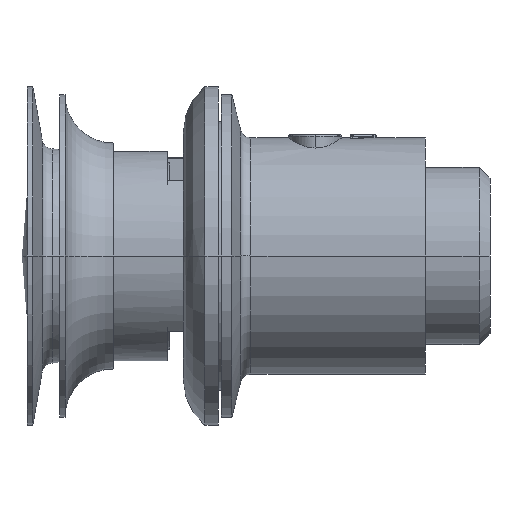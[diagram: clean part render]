
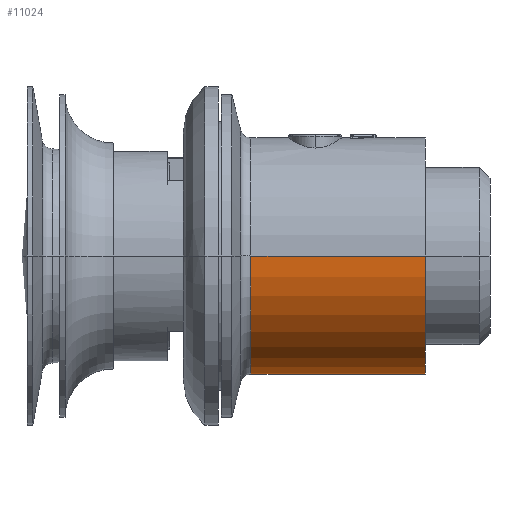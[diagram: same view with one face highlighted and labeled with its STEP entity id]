
A CAD part, left-side view. The second image highlights one B-rep face of the part: STEP entity #11024.
In plain terms, the highlighted cylindrical face has radius 22 mm (diameter 44 mm), a partial arc.
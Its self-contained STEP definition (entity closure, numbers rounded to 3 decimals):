
#283=CARTESIAN_POINT('',(22.,12.5,0.));
#284=CARTESIAN_POINT('',(22.,12.5,-0.236));
#285=CARTESIAN_POINT('',(21.992,12.516,-0.71));
#286=CARTESIAN_POINT('',(21.958,12.589,-1.425));
#287=CARTESIAN_POINT('',(21.9,12.711,-2.141));
#288=CARTESIAN_POINT('',(21.818,12.885,-2.856));
#289=CARTESIAN_POINT('',(21.713,13.112,-3.566));
#290=CARTESIAN_POINT('',(21.586,13.391,-4.269));
#291=CARTESIAN_POINT('',(21.437,13.725,-4.961));
#292=CARTESIAN_POINT('',(21.268,14.116,-5.641));
#293=CARTESIAN_POINT('',(21.082,14.562,-6.302));
#294=CARTESIAN_POINT('',(20.88,15.064,-6.94));
#295=CARTESIAN_POINT('',(20.668,15.62,-7.547));
#296=CARTESIAN_POINT('',(20.45,16.225,-8.118));
#297=CARTESIAN_POINT('',(20.232,16.874,-8.647));
#298=CARTESIAN_POINT('',(20.02,17.561,-9.126));
#299=CARTESIAN_POINT('',(19.819,18.278,-9.553));
#300=CARTESIAN_POINT('',(19.636,19.017,-9.924));
#301=CARTESIAN_POINT('',(19.473,19.771,-10.239));
#302=CARTESIAN_POINT('',(19.334,20.534,-10.498));
#303=CARTESIAN_POINT('',(19.222,21.303,-10.702));
#304=CARTESIAN_POINT('',(19.137,22.073,-10.853));
#305=CARTESIAN_POINT('',(19.08,22.844,-10.953));
#306=CARTESIAN_POINT('',(19.051,23.615,-11.002));
#307=CARTESIAN_POINT('',(19.051,24.385,-11.002));
#308=CARTESIAN_POINT('',(19.08,25.156,-10.953));
#309=CARTESIAN_POINT('',(19.137,25.927,-10.853));
#310=CARTESIAN_POINT('',(19.222,26.697,-10.702));
#311=CARTESIAN_POINT('',(19.334,27.466,-10.498));
#312=CARTESIAN_POINT('',(19.473,28.229,-10.239));
#313=CARTESIAN_POINT('',(19.636,28.983,-9.924));
#314=CARTESIAN_POINT('',(19.819,29.722,-9.553));
#315=CARTESIAN_POINT('',(20.02,30.439,-9.126));
#316=CARTESIAN_POINT('',(20.232,31.126,-8.647));
#317=CARTESIAN_POINT('',(20.45,31.775,-8.118));
#318=CARTESIAN_POINT('',(20.668,32.38,-7.547));
#319=CARTESIAN_POINT('',(20.88,32.936,-6.94));
#320=CARTESIAN_POINT('',(21.082,33.438,-6.302));
#321=CARTESIAN_POINT('',(21.268,33.884,-5.641));
#322=CARTESIAN_POINT('',(21.437,34.275,-4.961));
#323=CARTESIAN_POINT('',(21.586,34.609,-4.269));
#324=CARTESIAN_POINT('',(21.713,34.888,-3.566));
#325=CARTESIAN_POINT('',(21.818,35.115,-2.856));
#326=CARTESIAN_POINT('',(21.9,35.289,-2.141));
#327=CARTESIAN_POINT('',(21.958,35.411,-1.425));
#328=CARTESIAN_POINT('',(21.992,35.484,-0.71));
#329=CARTESIAN_POINT('',(22.,35.5,-0.236));
#330=CARTESIAN_POINT('',(22.,35.5,
0.));
#332=DIRECTION('',(0.,1.,0.));
#333=VECTOR('',#332,8.938);
#334=CARTESIAN_POINT('',(22.,35.5,
0.));
#335=LINE('',#334,#333);
#336=CARTESIAN_POINT('',(0.,44.438,0.));
#337=DIRECTION('',(0.,-1.,0.));
#338=DIRECTION('',(-1.,0.,0.));
#339=AXIS2_PLACEMENT_3D('',#336,#337,#338);
#341=DIRECTION('',(0.,1.,0.));
#342=VECTOR('',#341,32.438);
#343=CARTESIAN_POINT('',(-22.,12.,0.));
#344=LINE('',#343,#342);
#345=CARTESIAN_POINT('',(0.,12.,0.));
#346=DIRECTION('',(0.,1.,0.));
#347=DIRECTION('',(1.,0.,0.));
#348=AXIS2_PLACEMENT_3D('',#345,#346,#347);
#350=DIRECTION('',(0.,1.,0.));
#351=VECTOR('',#350,0.5);
#352=CARTESIAN_POINT('',(22.,12.,0.));
#353=LINE('',#352,#351);
#8696=CARTESIAN_POINT('',(22.,12.,0.));
#8697=CARTESIAN_POINT('',(-22.,12.,0.));
#8698=VERTEX_POINT('',#8696);
#8699=VERTEX_POINT('',#8697);
#8712=CARTESIAN_POINT('',(-22.,44.438,0.));
#8713=CARTESIAN_POINT('',(22.,44.438,0.));
#8714=VERTEX_POINT('',#8712);
#8715=VERTEX_POINT('',#8713);
#8759=VERTEX_POINT('',#283);
#8760=VERTEX_POINT('',#330);
#11006=CARTESIAN_POINT('',(0.,52.5,0.));
#11007=DIRECTION('',(0.,-1.,0.));
#11008=DIRECTION('',(-1.,0.,0.));
#11009=AXIS2_PLACEMENT_3D('',#11006,#11007,#11008);
#11010=CYLINDRICAL_SURFACE('',#11009,22.);
#11011=ORIENTED_EDGE('',*,*,#10984,.T.);
#11013=ORIENTED_EDGE('',*,*,#11012,.T.);
#11015=ORIENTED_EDGE('',*,*,#11014,.F.);
#11017=ORIENTED_EDGE('',*,*,#11016,.F.);
#11019=ORIENTED_EDGE('',*,*,#11018,.F.);
#11021=ORIENTED_EDGE('',*,*,#11020,.T.);
#11022=EDGE_LOOP('',(#11011,#11013,#11015,#11017,#11019,#11021));
#11023=FACE_OUTER_BOUND('',#11022,.F.);
#11024=ADVANCED_FACE('',(#11023),#11010,.T.);
#331=B_SPLINE_CURVE_WITH_KNOTS('',3,(#283,#284,#285,#286,#287,#288,#289,#290,
#291,#292,#293,#294,#295,#296,#297,#298,#299,#300,#301,#302,#303,#304,#305,#306,
#307,#308,#309,#310,#311,#312,#313,#314,#315,#316,#317,#318,#319,#320,#321,#322,
#323,#324,#325,#326,#327,#328,#329,#330),.UNSPECIFIED.,.F.,.F.,(4,1,1,1,1,1,1,1,
1,1,1,1,1,1,1,1,1,1,1,1,1,1,1,1,1,1,1,1,1,1,1,1,1,1,1,1,1,1,1,1,1,1,1,1,1,4),(
0.,0.022,0.044,0.067,0.089,
0.111,0.133,0.156,0.178,0.2,
0.222,0.244,0.267,0.289,
0.311,0.333,0.356,0.378,0.4,
0.422,0.444,0.467,0.489,
0.511,0.533,0.556,0.578,0.6,
0.622,0.644,0.667,0.689,
0.711,0.733,0.756,0.778,0.8,
0.822,0.844,0.867,0.889,
0.911,0.933,0.956,0.978,1.),
.UNSPECIFIED.);
#340=CIRCLE('',#339,22.);
#349=CIRCLE('',#348,22.);
#10984=EDGE_CURVE('',#8759,#8760,#331,.T.);
#11012=EDGE_CURVE('',#8760,#8715,#335,.T.);
#11014=EDGE_CURVE('',#8714,#8715,#340,.T.);
#11016=EDGE_CURVE('',#8699,#8714,#344,.T.);
#11018=EDGE_CURVE('',#8698,#8699,#349,.T.);
#11020=EDGE_CURVE('',#8698,#8759,#353,.T.);
